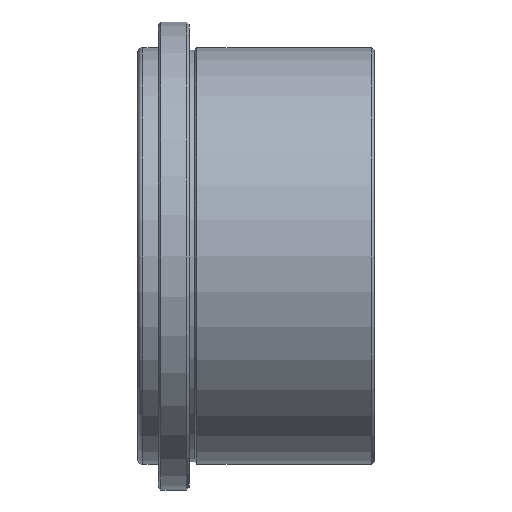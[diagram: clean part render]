
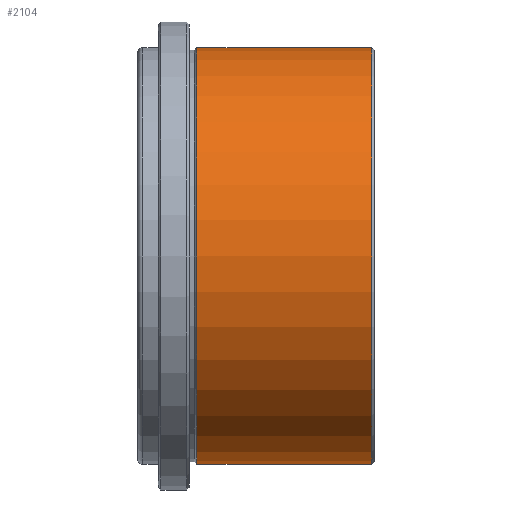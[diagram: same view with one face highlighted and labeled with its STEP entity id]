
A CAD part, left-side view. The second image highlights one B-rep face of the part: STEP entity #2104.
In plain terms, the highlighted cylindrical face has radius 40.5 mm (diameter 81 mm), a partial arc.
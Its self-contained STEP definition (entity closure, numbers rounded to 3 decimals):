
#46 = DIRECTION ( 'NONE',  ( 0., -1., 0. ) ) ;
#196 = VERTEX_POINT ( 'NONE', #1420 ) ;
#211 = DIRECTION ( 'NONE',  ( 0., 0., -1. ) ) ;
#362 = LINE ( 'NONE', #428, #605 ) ;
#383 = VERTEX_POINT ( 'NONE', #1421 ) ;
#428 = CARTESIAN_POINT ( 'NONE',  ( 0., 0., 40.5 ) ) ;
#432 = CARTESIAN_POINT ( 'NONE',  ( 0., -33.287, 0. ) ) ;
#484 = CIRCLE ( 'NONE', #615, 40.5 ) ;
#514 = EDGE_CURVE ( 'NONE', #196, #1063, #362, .T. ) ;
#521 = CARTESIAN_POINT ( 'NONE',  ( 0., 0., -40.5 ) ) ;
#600 = DIRECTION ( 'NONE',  ( 0., 0., -1. ) ) ;
#605 = VECTOR ( 'NONE', #1590, 1000. ) ;
#615 = AXIS2_PLACEMENT_3D ( 'NONE', #432, #772, #600 ) ;
#619 = AXIS2_PLACEMENT_3D ( 'NONE', #1368, #46, #211 ) ;
#641 = ORIENTED_EDGE ( 'NONE', *, *, #1077, .F. ) ;
#700 = CARTESIAN_POINT ( 'NONE',  ( 0., -33.287, -40.5 ) ) ;
#772 = DIRECTION ( 'NONE',  ( 0., -1., 0. ) ) ;
#815 = VECTOR ( 'NONE', #1661, 1000. ) ;
#870 = EDGE_CURVE ( 'NONE', #196, #383, #1845, .T. ) ;
#968 = DIRECTION ( 'NONE',  ( 0., 0., -1. ) ) ;
#1063 = VERTEX_POINT ( 'NONE', #1586 ) ;
#1065 = ORIENTED_EDGE ( 'NONE', *, *, #514, .F. ) ;
#1077 = EDGE_CURVE ( 'NONE', #1063, #1326, #484, .T. ) ;
#1132 = DIRECTION ( 'NONE',  ( 0., -1., 0. ) ) ;
#1311 = EDGE_CURVE ( 'NONE', #383, #1326, #2085, .T. ) ;
#1326 = VERTEX_POINT ( 'NONE', #700 ) ;
#1350 = CYLINDRICAL_SURFACE ( 'NONE', #1528, 40.5 ) ;
#1368 = CARTESIAN_POINT ( 'NONE',  ( 0., 0.713, 0. ) ) ;
#1420 = CARTESIAN_POINT ( 'NONE',  ( 0., 0.713, 40.5 ) ) ;
#1421 = CARTESIAN_POINT ( 'NONE',  ( 0., 0.713, -40.5 ) ) ;
#1526 = ORIENTED_EDGE ( 'NONE', *, *, #870, .T. ) ;
#1528 = AXIS2_PLACEMENT_3D ( 'NONE', #2124, #1132, #968 ) ;
#1586 = CARTESIAN_POINT ( 'NONE',  ( 0., -33.287, 40.5 ) ) ;
#1590 = DIRECTION ( 'NONE',  ( 0., -1., 0. ) ) ;
#1614 = EDGE_LOOP ( 'NONE', ( #1065, #1526, #2109, #641 ) ) ;
#1661 = DIRECTION ( 'NONE',  ( 0., -1., 0. ) ) ;
#1845 = CIRCLE ( 'NONE', #619, 40.5 ) ;
#1861 = FACE_OUTER_BOUND ( 'NONE', #1614, .T. ) ;
#2085 = LINE ( 'NONE', #521, #815 ) ;
#2104 = ADVANCED_FACE ( 'NONE', ( #1861 ), #1350, .T. ) ;
#2109 = ORIENTED_EDGE ( 'NONE', *, *, #1311, .T. ) ;
#2124 = CARTESIAN_POINT ( 'NONE',  ( 0., 0., 0. ) ) ;
